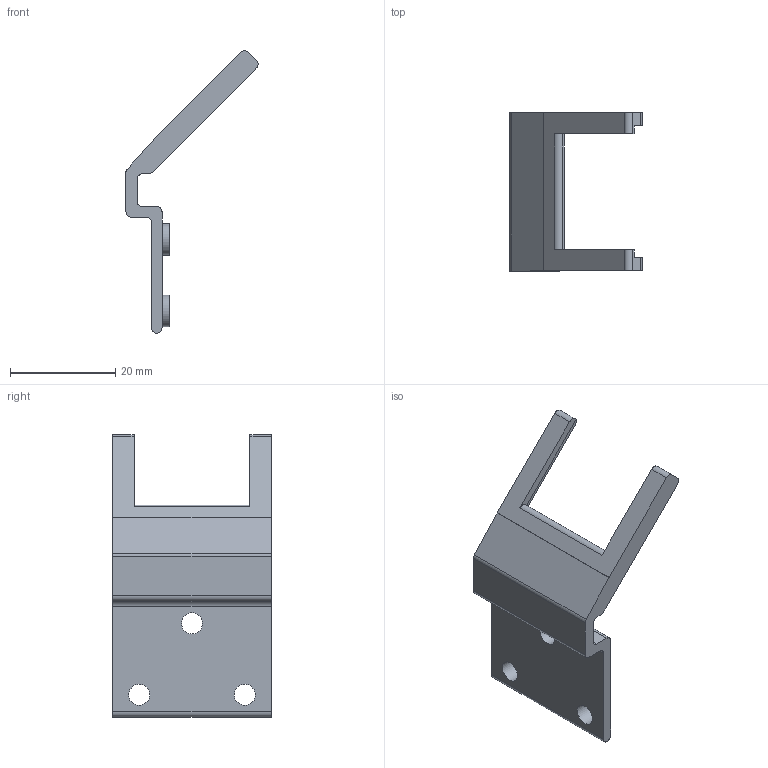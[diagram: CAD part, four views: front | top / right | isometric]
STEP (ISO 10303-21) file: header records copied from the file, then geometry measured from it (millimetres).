
FILE_DESCRIPTION(/* description */ (''),/* implementation_level */ '2;1');
FILE_NAME(/* name */ 'Support vitre.step',/* time_stamp */ '2025-10-26T17:35:11+01:00',/* author */ (''),/* organization */ (''),/* preprocessor_version */ 'ST-DEVELOPER v20.1',/* originating_system */ 'Autodesk Translation Framework v14.17.0.0',/* authorisation */ '');
FILE_SCHEMA (('AUTOMOTIVE_DESIGN { 1 0 10303 214 3 1 1 }'));
Length unit declared in the file: millimetre
Products named in the file (1): Support vitre
Bounding box: 25.06 x 30 x 53.56 mm (x, y, z)
Volume: 3977 mm3; surface area: 3999.3 mm2
Topology: 1 solids, 1 shells, 55 faces, 150 edges, 100 vertices
Faces by surface type: plane 33, cylinder 22
Full cylindrical faces by diameter (mm): 4 x3
Entity records: 1800 total; most frequent: DIRECTION 306, CARTESIAN_POINT 306, ORIENTED_EDGE 300, EDGE_CURVE 150, LINE 106, VECTOR 106, VERTEX_POINT 100, AXIS2_PLACEMENT_3D 100
